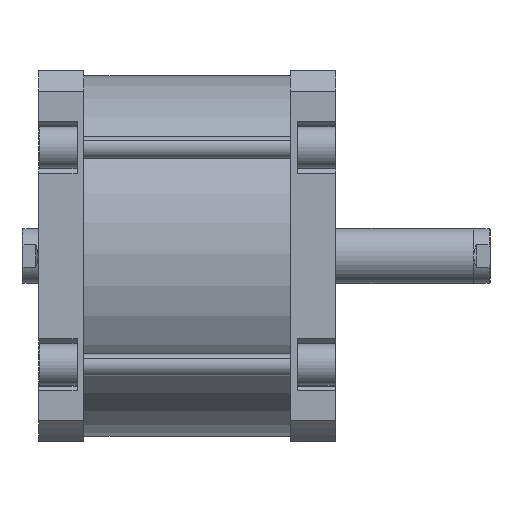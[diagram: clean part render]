
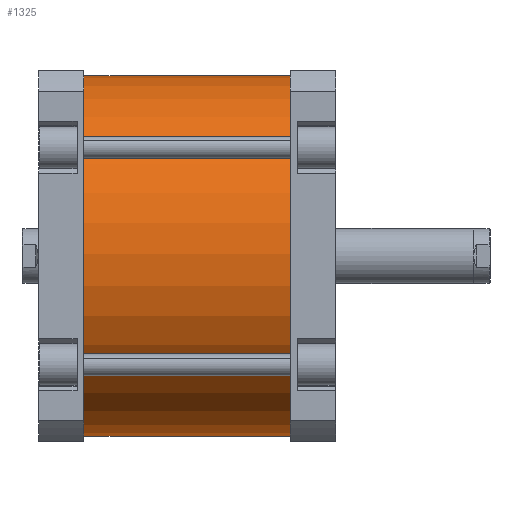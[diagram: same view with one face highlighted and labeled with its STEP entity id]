
A CAD part, front view. The second image highlights one B-rep face of the part: STEP entity #1325.
In plain terms, the highlighted cylindrical face has radius 131 mm (diameter 262 mm), a partial arc.
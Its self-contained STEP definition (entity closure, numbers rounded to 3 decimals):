
#296 = ORIENTED_EDGE ( 'NONE', *, *, #4231, .F. ) ;
#297 = ORIENTED_EDGE ( 'NONE', *, *, #4235, .T. ) ;
#301 = ORIENTED_EDGE ( 'NONE', *, *, #4232, .F. ) ;
#314 = ORIENTED_EDGE ( 'NONE', *, *, #4233, .T. ) ;
#636 = VECTOR ( 'NONE', #2258, 1000. ) ;
#638 = LINE ( 'NONE', #2257, #636 ) ;
#648 = LINE ( 'NONE', #2252, #649 ) ;
#649 = VECTOR ( 'NONE', #2253, 1000. ) ;
#650 = CIRCLE ( 'NONE', #4694, 131. ) ;
#655 = CIRCLE ( 'NONE', #4696, 131. ) ;
#1126 = EDGE_LOOP ( 'NONE', ( #301, #314, #297, #296 ) ) ;
#1325 = ADVANCED_FACE ( 'NONE', ( #5411 ), #5413, .T. ) ;
#1516 = CARTESIAN_POINT ( 'NONE',  ( 131., 0., 150. ) ) ;
#1527 = CARTESIAN_POINT ( 'NONE',  ( -131., 0., 150. ) ) ;
#1557 = CARTESIAN_POINT ( 'NONE',  ( 131., 0., 0. ) ) ;
#1570 = CARTESIAN_POINT ( 'NONE',  ( -131., 0., 0. ) ) ;
#2250 = CARTESIAN_POINT ( 'NONE',  ( 0., 0., 150. ) ) ;
#2252 = CARTESIAN_POINT ( 'NONE',  ( -131., 0., 150. ) ) ;
#2253 = DIRECTION ( 'NONE',  ( 0., 0., -1. ) ) ;
#2254 = DIRECTION ( 'NONE',  ( 0., 0., 1. ) ) ;
#2255 = DIRECTION ( 'NONE',  ( 1., 0., 0. ) ) ;
#2256 = CARTESIAN_POINT ( 'NONE',  ( 0., 0., 0. ) ) ;
#2257 = CARTESIAN_POINT ( 'NONE',  ( 131., 0., 150. ) ) ;
#2258 = DIRECTION ( 'NONE',  ( 0., 0., -1. ) ) ;
#2264 = DIRECTION ( 'NONE',  ( 0., 0., 1. ) ) ;
#2265 = DIRECTION ( 'NONE',  ( 1., 0., 0. ) ) ;
#2753 = VERTEX_POINT ( 'NONE', #1516 ) ;
#2764 = VERTEX_POINT ( 'NONE', #1527 ) ;
#2794 = VERTEX_POINT ( 'NONE', #1557 ) ;
#2807 = VERTEX_POINT ( 'NONE', #1570 ) ;
#3767 = DIRECTION ( 'NONE',  ( -1., 0., 0. ) ) ;
#3768 = DIRECTION ( 'NONE',  ( 0., 0., -1. ) ) ;
#3769 = CARTESIAN_POINT ( 'NONE',  ( 0., 0., 150. ) ) ;
#4231 = EDGE_CURVE ( 'NONE', #2764, #2807, #648, .T. ) ;
#4232 = EDGE_CURVE ( 'NONE', #2753, #2764, #650, .T. ) ;
#4233 = EDGE_CURVE ( 'NONE', #2753, #2794, #638, .T. ) ;
#4235 = EDGE_CURVE ( 'NONE', #2794, #2807, #655, .T. ) ;
#4520 = AXIS2_PLACEMENT_3D ( 'NONE', #3769, #3768, #3767 ) ;
#4694 = AXIS2_PLACEMENT_3D ( 'NONE', #2250, #2254, #2255 ) ;
#4696 = AXIS2_PLACEMENT_3D ( 'NONE', #2256, #2264, #2265 ) ;
#5411 = FACE_OUTER_BOUND ( 'NONE', #1126, .T. ) ;
#5413 = CYLINDRICAL_SURFACE ( 'NONE', #4520, 131. ) ;
